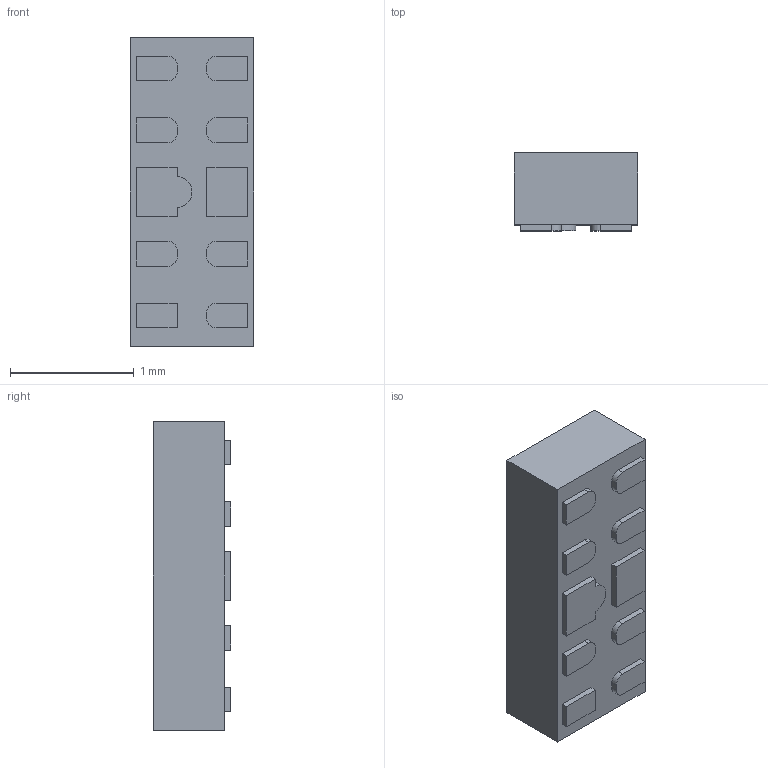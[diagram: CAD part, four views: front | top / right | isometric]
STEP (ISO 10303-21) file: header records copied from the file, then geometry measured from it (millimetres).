
FILE_DESCRIPTION (( 'STEP AP214' ), '1' );
FILE_NAME ('RCLAMP3324P.TCT.STEP', '2021-05-18T00:55:49', ( '' ), ( '' ), 'SwSTEP 2.0', 'SolidWorks 2017', '' );
FILE_SCHEMA (( 'AUTOMOTIVE_DESIGN' ));
Length unit declared in the file: millimetre
Products named in the file (1): RCLAMP3324P.TCT
Bounding box: 1 x 0.63 x 2.5 mm (x, y, z)
Volume: 1.5 mm3; surface area: 11.3 mm2
Topology: 12 solids, 12 shells, 89 faces, 192 edges, 128 vertices
Faces by surface type: plane 70, cylinder 19
Entity records: 2537 total; most frequent: CARTESIAN_POINT 410, DIRECTION 410, ORIENTED_EDGE 384, EDGE_CURVE 192, LINE 154, VECTOR 154, VERTEX_POINT 128, AXIS2_PLACEMENT_3D 128
